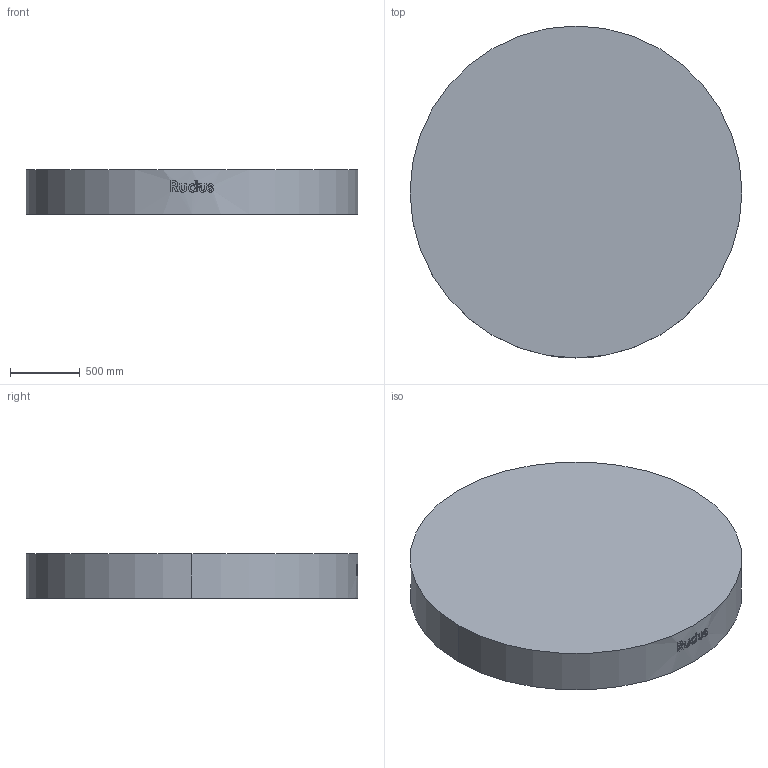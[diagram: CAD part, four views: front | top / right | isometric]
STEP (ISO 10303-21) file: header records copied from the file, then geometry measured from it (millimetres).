
FILE_DESCRIPTION (( 'STEP AP203' ), '1' );
FILE_NAME ('Rudus 2820003 EK-kansi 2000_2380.step', '2020-02-27T17:17:31', ( '' ), ( '' ), 'SwSTEP 2.0', 'SolidWorks 2019', '' );
FILE_SCHEMA (( 'CONFIG_CONTROL_DESIGN' ));
Length unit declared in the file: millimetre
Products named in the file (2): EK-osa-kansi_Umpi; Rudus 2820003 EK-kansi 2000_2380
Assembly tree (1 placements, depth 2):
  Rudus 2820003 EK-kansi 2000_2380
    EK-osa-kansi_Umpi
Bounding box: 2380 x 2380 x 320 mm (x, y, z)
Volume: 883568663.6 mm3; surface area: 12282553.5 mm2
Topology: 1 solids, 1 shells, 94 faces, 242 edges, 160 vertices
Faces by surface type: bspline 62, cylinder 15, plane 13, torus 4
Entity records: 19939 total; most frequent: CARTESIAN_POINT 18031, ORIENTED_EDGE 484, EDGE_CURVE 242, B_SPLINE_CURVE_WITH_KNOTS 210, VERTEX_POINT 160, DIRECTION 128, EDGE_LOOP 104, FACE_OUTER_BOUND 94
